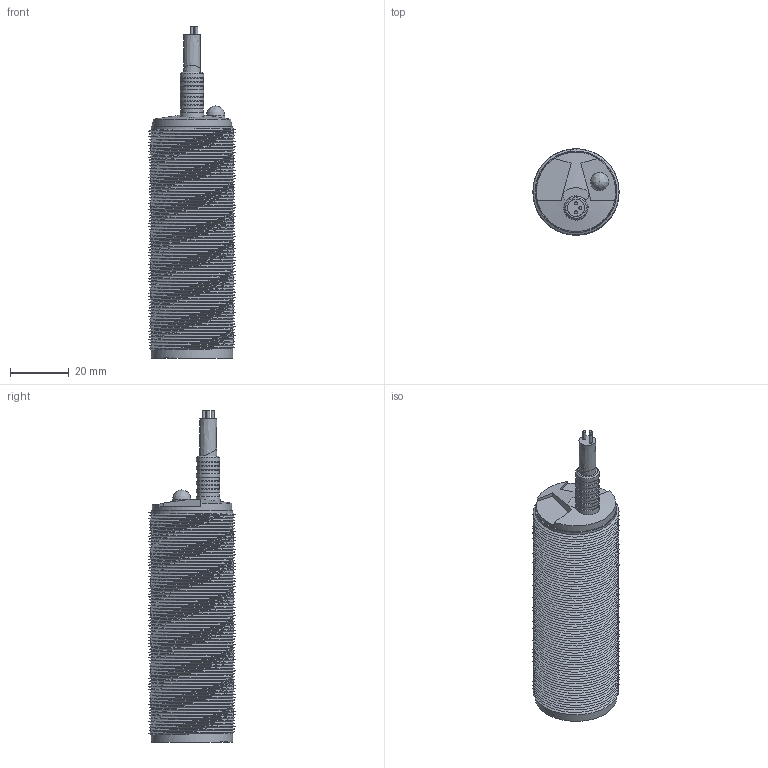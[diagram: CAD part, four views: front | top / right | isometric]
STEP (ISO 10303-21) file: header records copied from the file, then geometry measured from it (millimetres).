
FILE_DESCRIPTION( ('This file contains a STEP AP42 implementation' ,'as created by ZW3D STEP Interface translator.') ,'2;1' );
FILE_NAME( 'ECS1-3016X-X3LX.stp' ,'20 525. 85112', (''), ('ZWCAD Software Co.'), 'Version 1.0', 'ZW3D to STEP translator', '' );
FILE_SCHEMA(('AUTOMOTIVE_DESIGN'));
Length unit declared in the file: millimetre
Products named in the file (2): 0; ECS1-3016X-X3LX
Bounding box: 29.36 x 29.36 x 113.3 mm (x, y, z)
Volume: 51190.6 mm3; surface area: 15491.4 mm2
Topology: 2 solids, 4 shells, 136 faces, 353 edges, 227 vertices
Faces by surface type: bspline 136
Entity records: 8534 total; most frequent: CARTESIAN_POINT 6496, ORIENTED_EDGE 698, EDGE_CURVE 352, VERTEX_POINT 227, EDGE_LOOP 143, B_SPLINE_CURVE_WITH_KNOTS 140, FACE_OUTER_BOUND 136, ADVANCED_FACE 136
